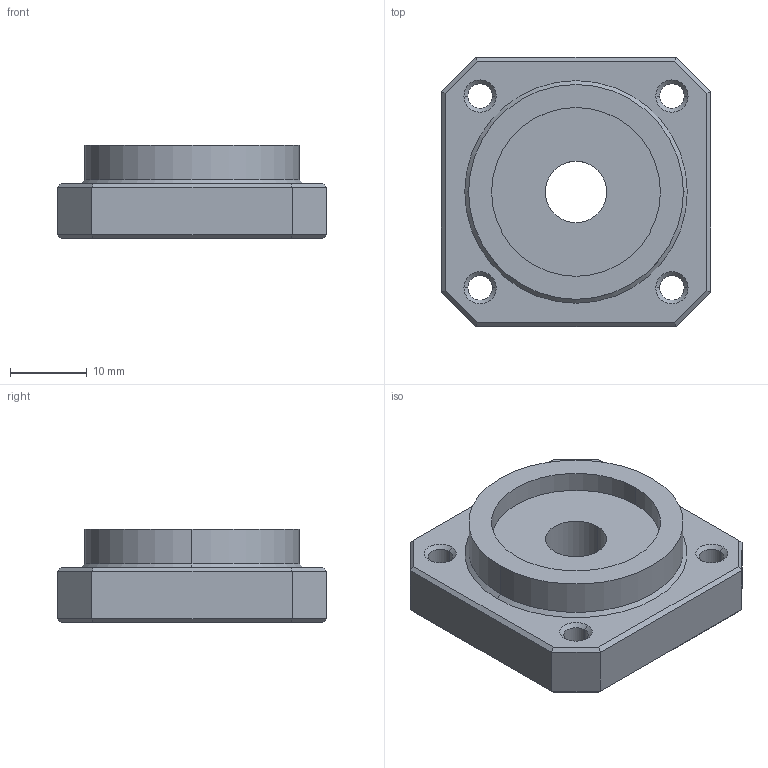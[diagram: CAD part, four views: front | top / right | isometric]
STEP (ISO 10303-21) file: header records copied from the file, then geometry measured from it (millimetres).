
FILE_DESCRIPTION (( 'STEP AP214' ), '1' );
FILE_NAME ('Ñáîðêà3.STEP', '2024-07-15T14:54:37', ( '' ), ( '' ), 'SwSTEP 2.0', 'SolidWorks 2024', '' );
FILE_SCHEMA (( 'AUTOMOTIVE_DESIGN' ));
Length unit declared in the file: millimetre
Products named in the file (2): B607 Опора ходового винта FF-10_00; Сборка3
Assembly tree (1 placements, depth 2):
  Сборка3
    B607 Опора ходового винта FF-10_00
Bounding box: 35.1 x 35.1 x 12.2 mm (x, y, z)
Volume: 8807.4 mm3; surface area: 5330.7 mm2
Topology: 2 solids, 2 shells, 71 faces, 160 edges, 94 vertices
Faces by surface type: plane 29, cylinder 24, cone 16, bspline 2
Entity records: 2056 total; most frequent: DIRECTION 366, CARTESIAN_POINT 357, ORIENTED_EDGE 320, EDGE_CURVE 160, AXIS2_PLACEMENT_3D 135, VECTOR 96, LINE 96, VERTEX_POINT 94
